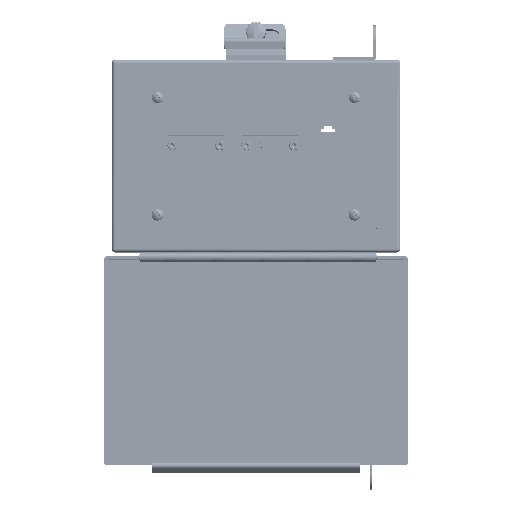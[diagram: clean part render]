
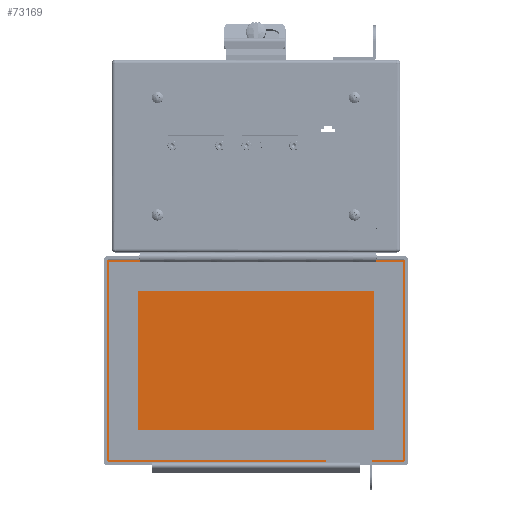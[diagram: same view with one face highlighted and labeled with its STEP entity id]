
A CAD part, top view. The second image highlights one B-rep face of the part: STEP entity #73169.
In plain terms, the highlighted planar face has unit normal (0, 0, 1).
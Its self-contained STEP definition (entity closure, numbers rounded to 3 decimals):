
#94 = CARTESIAN_POINT ( 'NONE',  ( 37.084, -161.29, 22.479 ) ) ;
#889 = VERTEX_POINT ( 'NONE', #47949 ) ;
#939 = AXIS2_PLACEMENT_3D ( 'NONE', #34854, #67012, #98092 ) ;
#3750 = DIRECTION ( 'NONE',  ( 1., 0., 0. ) ) ;
#4088 = DIRECTION ( 'NONE',  ( 0., 1., 0. ) ) ;
#4131 = VERTEX_POINT ( 'NONE', #94 ) ;
#4519 = EDGE_CURVE ( 'NONE', #889, #73607, #59203, .T. ) ;
#4872 = CARTESIAN_POINT ( 'NONE',  ( -61.15, -55.88, 22.479 ) ) ;
#6963 = CARTESIAN_POINT ( 'NONE',  ( -78.613, -54.921, 22.479 ) ) ;
#7510 = ORIENTED_EDGE ( 'NONE', *, *, #40799, .T. ) ;
#8118 = EDGE_CURVE ( 'NONE', #81513, #65192, #95870, .T. ) ;
#9523 = CARTESIAN_POINT ( 'NONE',  ( -78.373, -161.29, 22.479 ) ) ;
#10519 = ORIENTED_EDGE ( 'NONE', *, *, #76009, .T. ) ;
#10642 = DIRECTION ( 'NONE',  ( 0., 1., 0. ) ) ;
#10988 = ORIENTED_EDGE ( 'NONE', *, *, #103545, .T. ) ;
#11981 = CARTESIAN_POINT ( 'NONE',  ( 0., -54.61, 22.479 ) ) ;
#12584 = DIRECTION ( 'NONE',  ( 1., 0., 0. ) ) ;
#13759 = AXIS2_PLACEMENT_3D ( 'NONE', #84305, #44253, #91658 ) ;
#13777 = CARTESIAN_POINT ( 'NONE',  ( -61.15, -54.61, 22.479 ) ) ;
#14074 = CARTESIAN_POINT ( 'NONE',  ( 63.564, -55.118, 22.479 ) ) ;
#14230 = DIRECTION ( 'NONE',  ( 1., 0., 0. ) ) ;
#14261 = EDGE_CURVE ( 'NONE', #4131, #61719, #50164, .T. ) ;
#15353 = EDGE_CURVE ( 'NONE', #19245, #889, #75048, .T. ) ;
#16244 = VERTEX_POINT ( 'NONE', #13777 ) ;
#16880 = DIRECTION ( 'NONE',  ( 0., -1., 0. ) ) ;
#17714 = DIRECTION ( 'NONE',  ( 0., 1., 0. ) ) ;
#19212 = CARTESIAN_POINT ( 'NONE',  ( 0., -160.02, 22.479 ) ) ;
#19245 = VERTEX_POINT ( 'NONE', #75967 ) ;
#19454 = CARTESIAN_POINT ( 'NONE',  ( 78.677, -54.61, 22.479 ) ) ;
#20682 = AXIS2_PLACEMENT_3D ( 'NONE', #65624, #31915, #96190 ) ;
#21343 = CIRCLE ( 'NONE', #66774, 0.317 ) ;
#22638 = VERTEX_POINT ( 'NONE', #93612 ) ;
#24258 = LINE ( 'NONE', #31626, #55618 ) ;
#25260 = EDGE_CURVE ( 'NONE', #33910, #4131, #89142, .T. ) ;
#25776 = CARTESIAN_POINT ( 'NONE',  ( 78.613, -54.921, 22.479 ) ) ;
#26007 = VECTOR ( 'NONE', #57641, 1000. ) ;
#27482 = DIRECTION ( 'NONE',  ( 0., 0., -1. ) ) ;
#27736 = ORIENTED_EDGE ( 'NONE', *, *, #46871, .F. ) ;
#27851 = LINE ( 'NONE', #83213, #45523 ) ;
#28058 = EDGE_CURVE ( 'NONE', #61719, #37529, #41908, .T. ) ;
#28505 = ORIENTED_EDGE ( 'NONE', *, *, #8118, .F. ) ;
#29317 = LINE ( 'NONE', #11981, #92359 ) ;
#29954 = CARTESIAN_POINT ( 'NONE',  ( -78.613, -107.95, 22.479 ) ) ;
#30177 = VERTEX_POINT ( 'NONE', #56753 ) ;
#30674 = CARTESIAN_POINT ( 'NONE',  ( 78.359, -54.61, 22.479 ) ) ;
#31626 = CARTESIAN_POINT ( 'NONE',  ( 59.944, -107.95, 22.479 ) ) ;
#31915 = DIRECTION ( 'NONE',  ( 0., 0., -1. ) ) ;
#33910 = VERTEX_POINT ( 'NONE', #9523 ) ;
#34037 = ORIENTED_EDGE ( 'NONE', *, *, #95414, .T. ) ;
#34854 = CARTESIAN_POINT ( 'NONE',  ( 78.613, -161.29, 22.479 ) ) ;
#37529 = VERTEX_POINT ( 'NONE', #68860 ) ;
#40400 = CARTESIAN_POINT ( 'NONE',  ( -61.15, -107.95, 22.479 ) ) ;
#40588 = EDGE_CURVE ( 'NONE', #37529, #19245, #24258, .T. ) ;
#40799 = EDGE_CURVE ( 'NONE', #73607, #56253, #27851, .T. ) ;
#41870 = ORIENTED_EDGE ( 'NONE', *, *, #28058, .T. ) ;
#41908 = LINE ( 'NONE', #19212, #65190 ) ;
#42101 = VERTEX_POINT ( 'NONE', #6963 ) ;
#43162 = DIRECTION ( 'NONE',  ( 0., 1., 0. ) ) ;
#44253 = DIRECTION ( 'NONE',  ( 0., 0., -1. ) ) ;
#45230 = ORIENTED_EDGE ( 'NONE', *, *, #14261, .T. ) ;
#45523 = VECTOR ( 'NONE', #43162, 1000. ) ;
#45691 = CIRCLE ( 'NONE', #81066, 0.317 ) ;
#46772 = ORIENTED_EDGE ( 'NONE', *, *, #25260, .T. ) ;
#46871 = EDGE_CURVE ( 'NONE', #96005, #81513, #101484, .T. ) ;
#47857 = EDGE_CURVE ( 'NONE', #96005, #48001, #97129, .T. ) ;
#47949 = CARTESIAN_POINT ( 'NONE',  ( 78.373, -161.29, 22.479 ) ) ;
#48001 = VERTEX_POINT ( 'NONE', #4872 ) ;
#49115 = CARTESIAN_POINT ( 'NONE',  ( 0., -161.29, 22.479 ) ) ;
#50164 = LINE ( 'NONE', #90712, #80882 ) ;
#50910 = ORIENTED_EDGE ( 'NONE', *, *, #67685, .T. ) ;
#51057 = CARTESIAN_POINT ( 'NONE',  ( 63.564, -54.61, 22.479 ) ) ;
#51341 = DIRECTION ( 'NONE',  ( 1., 0., 0. ) ) ;
#52287 = VECTOR ( 'NONE', #98728, 1000. ) ;
#52525 = ORIENTED_EDGE ( 'NONE', *, *, #47857, .T. ) ;
#54435 = ORIENTED_EDGE ( 'NONE', *, *, #40588, .T. ) ;
#55618 = VECTOR ( 'NONE', #16880, 1000. ) ;
#56253 = VERTEX_POINT ( 'NONE', #25776 ) ;
#56753 = CARTESIAN_POINT ( 'NONE',  ( -78.613, -160.982, 22.479 ) ) ;
#57641 = DIRECTION ( 'NONE',  ( -1., 0., 0. ) ) ;
#58221 = CARTESIAN_POINT ( 'NONE',  ( 0., -161.29, 22.479 ) ) ;
#58225 = ORIENTED_EDGE ( 'NONE', *, *, #93865, .T. ) ;
#59203 = CIRCLE ( 'NONE', #13759, 0.317 ) ;
#60418 = CARTESIAN_POINT ( 'NONE',  ( 63.564, -55.88, 22.479 ) ) ;
#61077 = CIRCLE ( 'NONE', #20682, 0.317 ) ;
#61719 = VERTEX_POINT ( 'NONE', #95945 ) ;
#62069 = VECTOR ( 'NONE', #14230, 1000. ) ;
#62262 = ORIENTED_EDGE ( 'NONE', *, *, #15353, .T. ) ;
#65190 = VECTOR ( 'NONE', #51341, 1000. ) ;
#65192 = VERTEX_POINT ( 'NONE', #30674 ) ;
#65624 = CARTESIAN_POINT ( 'NONE',  ( -78.676, -54.61, 22.479 ) ) ;
#65993 = PLANE ( 'NONE',  #939 ) ;
#66774 = AXIS2_PLACEMENT_3D ( 'NONE', #82848, #27482, #90731 ) ;
#67012 = DIRECTION ( 'NONE',  ( 0., 0., 1. ) ) ;
#67685 = EDGE_CURVE ( 'NONE', #22638, #42101, #61077, .T. ) ;
#68437 = DIRECTION ( 'NONE',  ( 0., 0., -1. ) ) ;
#68854 = DIRECTION ( 'NONE',  ( -1., 0., 0. ) ) ;
#68860 = CARTESIAN_POINT ( 'NONE',  ( 59.944, -160.02, 22.479 ) ) ;
#69384 = ORIENTED_EDGE ( 'NONE', *, *, #91198, .T. ) ;
#71736 = VECTOR ( 'NONE', #3750, 1000. ) ;
#72127 = LINE ( 'NONE', #29954, #78535 ) ;
#73169 = ADVANCED_FACE ( 'NONE', ( #74912 ), #65993, .T. ) ;
#73607 = VERTEX_POINT ( 'NONE', #90594 ) ;
#74912 = FACE_OUTER_BOUND ( 'NONE', #86048, .T. ) ;
#75048 = LINE ( 'NONE', #58221, #52287 ) ;
#75967 = CARTESIAN_POINT ( 'NONE',  ( 59.944, -161.29, 22.479 ) ) ;
#76009 = EDGE_CURVE ( 'NONE', #42101, #30177, #72127, .T. ) ;
#78535 = VECTOR ( 'NONE', #94762, 1000. ) ;
#78912 = VECTOR ( 'NONE', #17714, 1000. ) ;
#79562 = CARTESIAN_POINT ( 'NONE',  ( 71.025, -54.61, 22.479 ) ) ;
#80882 = VECTOR ( 'NONE', #10642, 1000. ) ;
#81066 = AXIS2_PLACEMENT_3D ( 'NONE', #19454, #68437, #12584 ) ;
#81513 = VERTEX_POINT ( 'NONE', #51057 ) ;
#82848 = CARTESIAN_POINT ( 'NONE',  ( -78.69, -161.29, 22.479 ) ) ;
#83185 = VECTOR ( 'NONE', #4088, 1000. ) ;
#83213 = CARTESIAN_POINT ( 'NONE',  ( 78.613, -107.95, 22.479 ) ) ;
#84305 = CARTESIAN_POINT ( 'NONE',  ( 78.69, -161.29, 22.479 ) ) ;
#86048 = EDGE_LOOP ( 'NONE', ( #27736, #52525, #10988, #58225, #50910, #10519, #69384, #46772, #45230, #41870, #54435, #62262, #88584, #7510, #34037, #28505 ) ) ;
#88584 = ORIENTED_EDGE ( 'NONE', *, *, #4519, .T. ) ;
#89142 = LINE ( 'NONE', #49115, #71736 ) ;
#90594 = CARTESIAN_POINT ( 'NONE',  ( 78.613, -160.982, 22.479 ) ) ;
#90712 = CARTESIAN_POINT ( 'NONE',  ( 37.084, -107.95, 22.479 ) ) ;
#90731 = DIRECTION ( 'NONE',  ( 1., 0., 0. ) ) ;
#90782 = CARTESIAN_POINT ( 'NONE',  ( 0., -55.88, 22.479 ) ) ;
#91198 = EDGE_CURVE ( 'NONE', #30177, #33910, #21343, .T. ) ;
#91658 = DIRECTION ( 'NONE',  ( 0., 1., 0. ) ) ;
#92359 = VECTOR ( 'NONE', #68854, 1000. ) ;
#93612 = CARTESIAN_POINT ( 'NONE',  ( -78.359, -54.61, 22.479 ) ) ;
#93865 = EDGE_CURVE ( 'NONE', #16244, #22638, #29317, .T. ) ;
#94762 = DIRECTION ( 'NONE',  ( 0., -1., 0. ) ) ;
#95414 = EDGE_CURVE ( 'NONE', #56253, #65192, #45691, .T. ) ;
#95870 = LINE ( 'NONE', #79562, #62069 ) ;
#95945 = CARTESIAN_POINT ( 'NONE',  ( 37.084, -160.02, 22.479 ) ) ;
#96005 = VERTEX_POINT ( 'NONE', #60418 ) ;
#96190 = DIRECTION ( 'NONE',  ( -1., 0., 0. ) ) ;
#97129 = LINE ( 'NONE', #90782, #26007 ) ;
#97769 = LINE ( 'NONE', #40400, #78912 ) ;
#98092 = DIRECTION ( 'NONE',  ( 0., 1., 0. ) ) ;
#98728 = DIRECTION ( 'NONE',  ( 1., 0., 0. ) ) ;
#101484 = LINE ( 'NONE', #14074, #83185 ) ;
#103545 = EDGE_CURVE ( 'NONE', #48001, #16244, #97769, .T. ) ;
